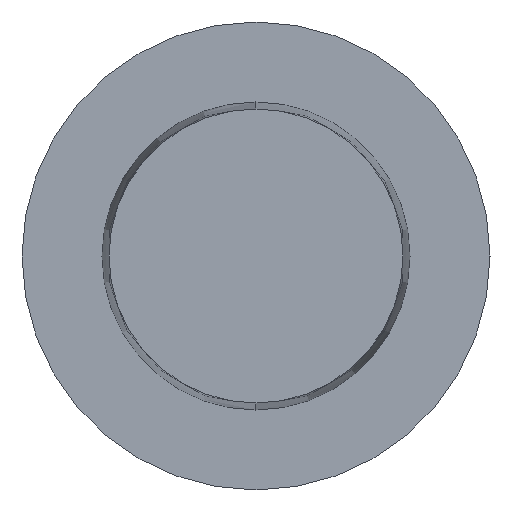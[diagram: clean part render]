
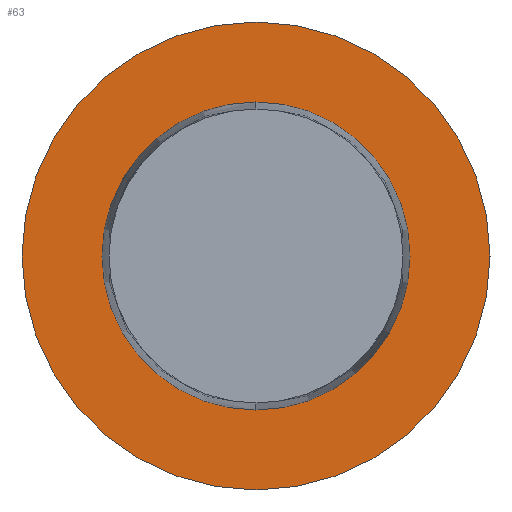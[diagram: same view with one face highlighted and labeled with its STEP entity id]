
A CAD part, left-side view. The second image highlights one B-rep face of the part: STEP entity #63.
In plain terms, the highlighted planar face has unit normal (-1, 0, 0).
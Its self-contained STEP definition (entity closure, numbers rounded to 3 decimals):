
#10 = EDGE_LOOP ( 'NONE', ( #187, #144 ) ) ;
#11 = CARTESIAN_POINT ( 'NONE',  ( 0., 0., -25. ) ) ;
#15 = VERTEX_POINT ( 'NONE', #41 ) ;
#21 = EDGE_CURVE ( 'NONE', #183, #233, #104, .T. ) ;
#22 = CARTESIAN_POINT ( 'NONE',  ( 0., 0., 0. ) ) ;
#25 = AXIS2_PLACEMENT_3D ( 'NONE', #22, #99, #62 ) ;
#32 = ORIENTED_EDGE ( 'NONE', *, *, #40, .F. ) ;
#36 = CARTESIAN_POINT ( 'NONE',  ( 0., 0., 16.455 ) ) ;
#38 = CARTESIAN_POINT ( 'NONE',  ( 0., 0., 25. ) ) ;
#40 = EDGE_CURVE ( 'NONE', #203, #15, #215, .T. ) ;
#41 = CARTESIAN_POINT ( 'NONE',  ( 0., 0., -16.455 ) ) ;
#42 = PLANE ( 'NONE',  #61 ) ;
#60 = DIRECTION ( 'NONE',  ( -1., 0., 0. ) ) ;
#61 = AXIS2_PLACEMENT_3D ( 'NONE', #118, #136, #85 ) ;
#62 = DIRECTION ( 'NONE',  ( 0., 0., 1. ) ) ;
#63 = ADVANCED_FACE ( 'NONE', ( #135, #216 ), #42, .F. ) ;
#77 = EDGE_LOOP ( 'NONE', ( #194, #32 ) ) ;
#82 = EDGE_CURVE ( 'NONE', #15, #203, #98, .T. ) ;
#85 = DIRECTION ( 'NONE',  ( 0., 1., 0. ) ) ;
#98 = CIRCLE ( 'NONE', #171, 16.455 ) ;
#99 = DIRECTION ( 'NONE',  ( -1., 0., 0. ) ) ;
#101 = AXIS2_PLACEMENT_3D ( 'NONE', #234, #60, #252 ) ;
#104 = CIRCLE ( 'NONE', #101, 25. ) ;
#113 = CARTESIAN_POINT ( 'NONE',  ( 0., 0., 0. ) ) ;
#118 = CARTESIAN_POINT ( 'NONE',  ( 0., 25., 0. ) ) ;
#120 = CARTESIAN_POINT ( 'NONE',  ( 0., 0., 0. ) ) ;
#124 = DIRECTION ( 'NONE',  ( 0., 0., 1. ) ) ;
#135 = FACE_BOUND ( 'NONE', #77, .T. ) ;
#136 = DIRECTION ( 'NONE',  ( 1., 0., 0. ) ) ;
#144 = ORIENTED_EDGE ( 'NONE', *, *, #21, .T. ) ;
#156 = CIRCLE ( 'NONE', #217, 25. ) ;
#161 = DIRECTION ( 'NONE',  ( -1., 0., 0. ) ) ;
#171 = AXIS2_PLACEMENT_3D ( 'NONE', #120, #161, #124 ) ;
#172 = EDGE_CURVE ( 'NONE', #233, #183, #156, .T. ) ;
#183 = VERTEX_POINT ( 'NONE', #11 ) ;
#184 = DIRECTION ( 'NONE',  ( 0., 0., 1. ) ) ;
#187 = ORIENTED_EDGE ( 'NONE', *, *, #172, .T. ) ;
#194 = ORIENTED_EDGE ( 'NONE', *, *, #82, .F. ) ;
#203 = VERTEX_POINT ( 'NONE', #36 ) ;
#215 = CIRCLE ( 'NONE', #25, 16.455 ) ;
#216 = FACE_OUTER_BOUND ( 'NONE', #10, .T. ) ;
#217 = AXIS2_PLACEMENT_3D ( 'NONE', #113, #222, #184 ) ;
#222 = DIRECTION ( 'NONE',  ( -1., 0., 0. ) ) ;
#233 = VERTEX_POINT ( 'NONE', #38 ) ;
#234 = CARTESIAN_POINT ( 'NONE',  ( 0., 0., 0. ) ) ;
#252 = DIRECTION ( 'NONE',  ( 0., 0., 1. ) ) ;
